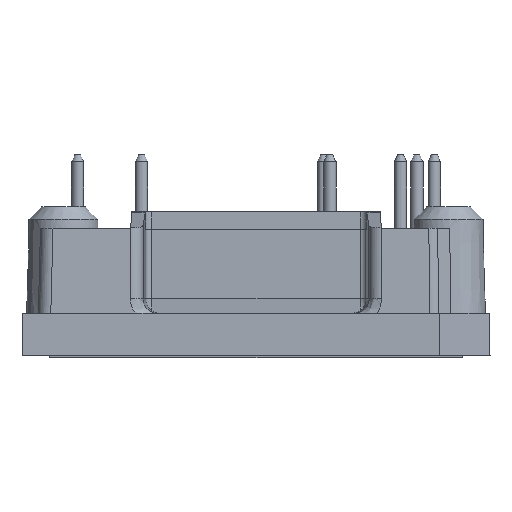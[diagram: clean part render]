
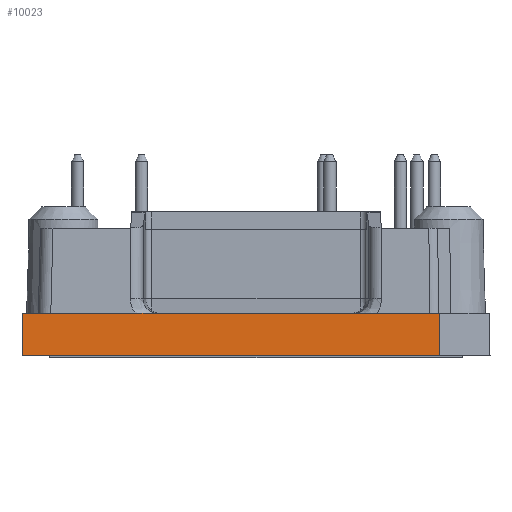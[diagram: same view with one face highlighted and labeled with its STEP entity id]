
A CAD part, left-side view. The second image highlights one B-rep face of the part: STEP entity #10023.
In plain terms, the highlighted planar face has unit normal (-1, 0, 0.018).
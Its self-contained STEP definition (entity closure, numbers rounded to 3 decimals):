
#1161=ORIENTED_EDGE('',*,*,#3113,.T.);
#1162=ORIENTED_EDGE('',*,*,#3114,.F.);
#1163=ORIENTED_EDGE('',*,*,#3115,.T.);
#1164=ORIENTED_EDGE('',*,*,#3060,.T.);
#3060=EDGE_CURVE('',#4077,#4081,#4851,.F.);
#3113=EDGE_CURVE('',#4081,#4115,#4887,.F.);
#3114=EDGE_CURVE('',#4116,#4115,#4888,.F.);
#3115=EDGE_CURVE('',#4116,#4077,#4889,.T.);
#4077=VERTEX_POINT('',#13624);
#4081=VERTEX_POINT('',#13632);
#4115=VERTEX_POINT('',#13741);
#4116=VERTEX_POINT('',#13745);
#4851=LINE('',#13633,#5488);
#4887=LINE('',#13742,#5524);
#4888=LINE('',#13744,#5525);
#4889=LINE('',#13746,#5526);
#5488=VECTOR('',#11578,1000.);
#5524=VECTOR('',#11692,1000.);
#5525=VECTOR('',#11695,1000.);
#5526=VECTOR('',#11696,1000.);
#6097=EDGE_LOOP('',(#1161,#1162,#1163,#1164));
#6776=FACE_BOUND('',#6097,.T.);
#7393=PLANE('',#10627);
#10023=ADVANCED_FACE('',(#6776),#7393,.T.);
#10627=AXIS2_PLACEMENT_3D('',#13743,#11693,#11694);
#11578=DIRECTION('',(0.,1.,0.));
#11692=DIRECTION('',(-0.017,-0.007,-1.));
#11693=DIRECTION('',(-1.,0.,0.017));
#11694=DIRECTION('',(0.017,0.,1.));
#11695=DIRECTION('',(0.,1.,0.));
#11696=DIRECTION('',(-0.017,0.017,-1.));
#13624=CARTESIAN_POINT('',(-41.,18.7,0.));
#13632=CARTESIAN_POINT('',(-41.,-14.7,0.));
#13633=CARTESIAN_POINT('',(-41.,0.,0.));
#13741=CARTESIAN_POINT('',(-40.941,-14.675,3.4));
#13742=CARTESIAN_POINT('',(-40.998,-14.699,0.134));
#13743=CARTESIAN_POINT('',(-41.,0.,0.));
#13744=CARTESIAN_POINT('',(-40.941,0.,3.4));
#13745=CARTESIAN_POINT('',(-40.941,18.641,3.4));
#13746=CARTESIAN_POINT('',(-40.994,18.694,0.326));
